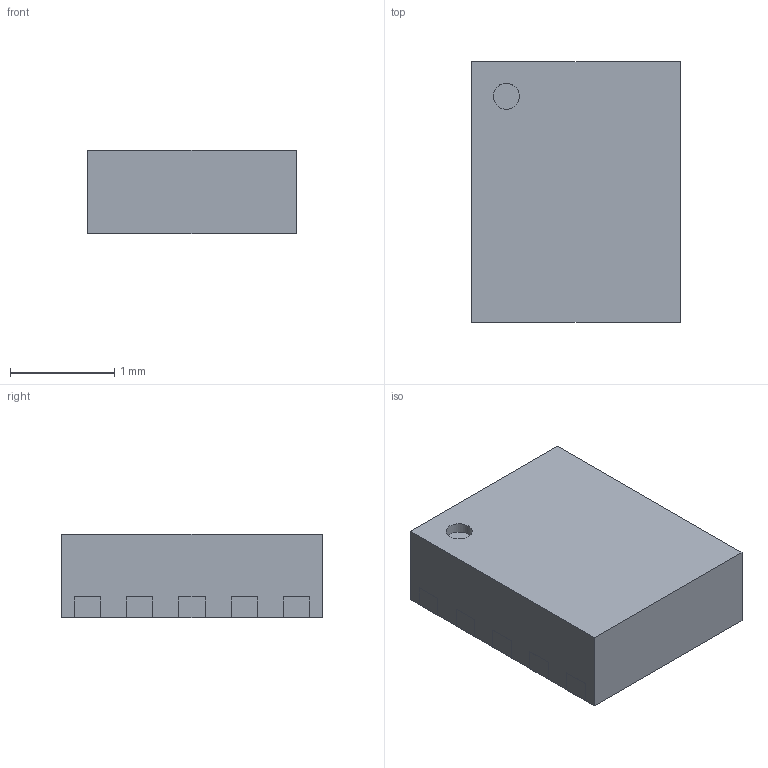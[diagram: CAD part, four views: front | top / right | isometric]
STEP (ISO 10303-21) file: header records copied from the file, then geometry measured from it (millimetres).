
FILE_DESCRIPTION(/* description */ (''),/* implementation_level */ '2;1');
FILE_NAME(/* name */ 'WFDFN-10_2.5x2.0mm.step',/* time_stamp */ '2022-03-06T19:35:45-05:00',/* author */ (''),/* organization */ (''),/* preprocessor_version */ 'ST-DEVELOPER v18.1',/* originating_system */ 'Autodesk Translation Framework v10.13.0.1454',/* authorisation */ '');
FILE_SCHEMA (('AUTOMOTIVE_DESIGN { 1 0 10303 214 3 1 1 }'));
Length unit declared in the file: millimetre
Products named in the file (1): PCB1
Bounding box: 2 x 2.5 x 0.8 mm (x, y, z)
Volume: 4 mm3; surface area: 22.8 mm2
Topology: 11 solids, 11 shells, 148 faces, 295 edges, 170 vertices
Faces by surface type: plane 147, cylinder 1
Full cylindrical faces by diameter (mm): 0.25 x1
Entity records: 3686 total; most frequent: CARTESIAN_POINT 614, DIRECTION 595, ORIENTED_EDGE 590, EDGE_CURVE 295, LINE 293, VECTOR 293, VERTEX_POINT 170, AXIS2_PLACEMENT_3D 151
